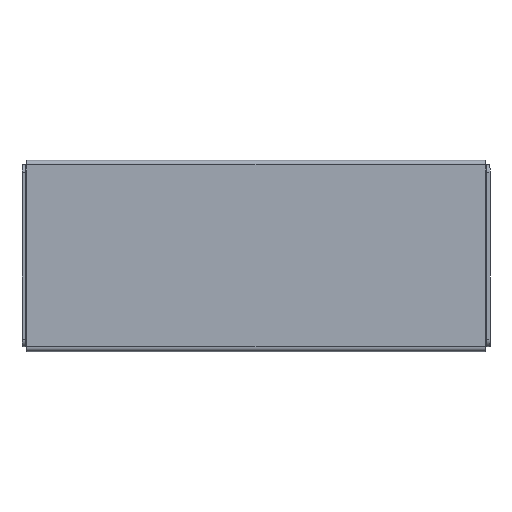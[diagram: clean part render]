
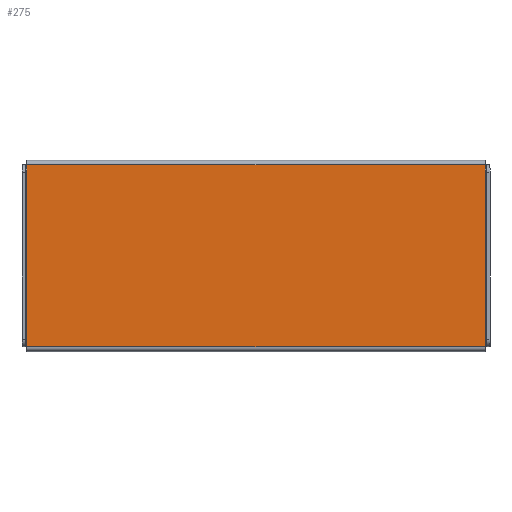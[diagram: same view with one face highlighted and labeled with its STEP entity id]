
A CAD part, top view. The second image highlights one B-rep face of the part: STEP entity #275.
In plain terms, the highlighted planar face has unit normal (0, 0, 1).
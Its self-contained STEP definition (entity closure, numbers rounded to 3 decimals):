
#80 = LINE ( 'NONE', #1579, #1442 ) ;
#93 = ORIENTED_EDGE ( 'NONE', *, *, #1447, .F. ) ;
#267 = DIRECTION ( 'NONE',  ( 0., -1., 0. ) ) ;
#275 = ADVANCED_FACE ( 'NONE', ( #434 ), #286, .T. ) ;
#283 = VERTEX_POINT ( 'NONE', #670 ) ;
#284 = DIRECTION ( 'NONE',  ( 1., 0., 0. ) ) ;
#286 = PLANE ( 'NONE',  #481 ) ;
#329 = EDGE_CURVE ( 'NONE', #1028, #1125, #80, .T. ) ;
#367 = ORIENTED_EDGE ( 'NONE', *, *, #1418, .T. ) ;
#370 = LINE ( 'NONE', #928, #423 ) ;
#412 = DIRECTION ( 'NONE',  ( -1., 0., 0. ) ) ;
#423 = VECTOR ( 'NONE', #556, 1000. ) ;
#434 = FACE_OUTER_BOUND ( 'NONE', #765, .T. ) ;
#481 = AXIS2_PLACEMENT_3D ( 'NONE', #1062, #1193, #284 ) ;
#533 = CARTESIAN_POINT ( 'NONE',  ( 150., 59.5, 0. ) ) ;
#556 = DIRECTION ( 'NONE',  ( 0., 1., 0. ) ) ;
#579 = CARTESIAN_POINT ( 'NONE',  ( 150., -59.5, 0. ) ) ;
#640 = CARTESIAN_POINT ( 'NONE',  ( -153., 59.5, 0. ) ) ;
#670 = CARTESIAN_POINT ( 'NONE',  ( -150., -59.5, 0. ) ) ;
#745 = VERTEX_POINT ( 'NONE', #1301 ) ;
#756 = EDGE_CURVE ( 'NONE', #283, #1125, #776, .T. ) ;
#765 = EDGE_LOOP ( 'NONE', ( #367, #93, #1491, #985 ) ) ;
#776 = LINE ( 'NONE', #1424, #1419 ) ;
#928 = CARTESIAN_POINT ( 'NONE',  ( -150., -59.5, 0. ) ) ;
#985 = ORIENTED_EDGE ( 'NONE', *, *, #329, .F. ) ;
#1028 = VERTEX_POINT ( 'NONE', #533 ) ;
#1062 = CARTESIAN_POINT ( 'NONE',  ( 0., 0., 0. ) ) ;
#1125 = VERTEX_POINT ( 'NONE', #579 ) ;
#1193 = DIRECTION ( 'NONE',  ( 0., 0., 1. ) ) ;
#1248 = VECTOR ( 'NONE', #412, 1000. ) ;
#1301 = CARTESIAN_POINT ( 'NONE',  ( -150., 59.5, 0. ) ) ;
#1348 = LINE ( 'NONE', #640, #1248 ) ;
#1418 = EDGE_CURVE ( 'NONE', #1028, #745, #1348, .T. ) ;
#1419 = VECTOR ( 'NONE', #1433, 1000. ) ;
#1424 = CARTESIAN_POINT ( 'NONE',  ( -153., -59.5, 0. ) ) ;
#1433 = DIRECTION ( 'NONE',  ( 1., 0., 0. ) ) ;
#1442 = VECTOR ( 'NONE', #267, 1000. ) ;
#1447 = EDGE_CURVE ( 'NONE', #283, #745, #370, .T. ) ;
#1491 = ORIENTED_EDGE ( 'NONE', *, *, #756, .T. ) ;
#1579 = CARTESIAN_POINT ( 'NONE',  ( 150., 59.5, 0. ) ) ;
